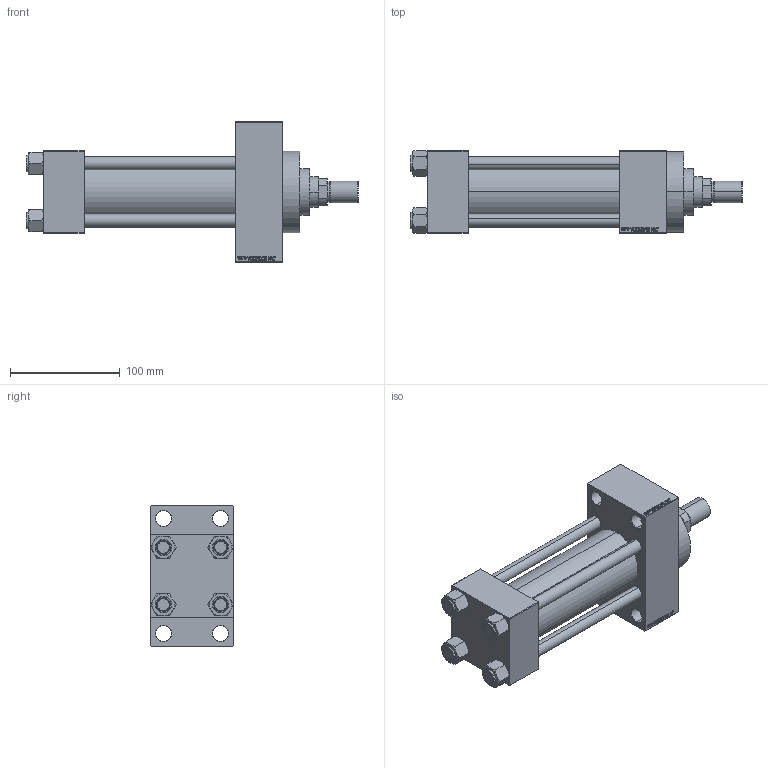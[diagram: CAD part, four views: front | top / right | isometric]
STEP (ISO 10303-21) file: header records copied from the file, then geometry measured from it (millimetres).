
FILE_DESCRIPTION (( 'STEP AP203' ), '1' );
FILE_NAME ('44ec.STEP', '2025-03-26T05:54:29', ( '' ), ( '' ), 'SwSTEP 2.0', 'SolidWorks 2019', '' );
FILE_SCHEMA (( 'CONFIG_CONTROL_DESIGN' ));
Length unit declared in the file: millimetre
Products named in the file (7): V215CR_VCP_D 9b71d33ff9c374fd5e68b54419b5535a; ROD_END_AH 9b71d33ff9c374fd5e68b54419b5535a; NUT_M5_D 9b71d33ff9c374fd5e68b54419b5535a; V215CR_D_TYCINKA 9b71d33ff9c374fd5e68b54419b5535a; V215_VC_A 9b71d33ff9c374fd5e68b54419b5535a; 44ec; V215CR_D_Body 9b71d33ff9c374fd5e68b54419b5535a
Assembly tree (12 placements, depth 2):
  44ec
    V215CR_D_Body 9b71d33ff9c374fd5e68b54419b5535a
    V215CR_VCP_D 9b71d33ff9c374fd5e68b54419b5535a
    NUT_M5_D 9b71d33ff9c374fd5e68b54419b5535a  x4
    V215CR_D_TYCINKA 9b71d33ff9c374fd5e68b54419b5535a  x4
    V215_VC_A 9b71d33ff9c374fd5e68b54419b5535a
    ROD_END_AH 9b71d33ff9c374fd5e68b54419b5535a
Bounding box: 303 x 75.54 x 128 mm (x, y, z)
Volume: 949296.2 mm3; surface area: 217043.4 mm2
Topology: 12 solids, 12 shells, 1118 faces, 2778 edges, 1797 vertices
Faces by surface type: plane 501, bspline 368, cone 146, cylinder 93, torus 10
Entity records: 47697 total; most frequent: CARTESIAN_POINT 25133, ORIENTED_EDGE 5048, DIRECTION 3272, EDGE_CURVE 2524, VERTEX_POINT 1653, LINE 1512, VECTOR 1512, EDGE_LOOP 1131
